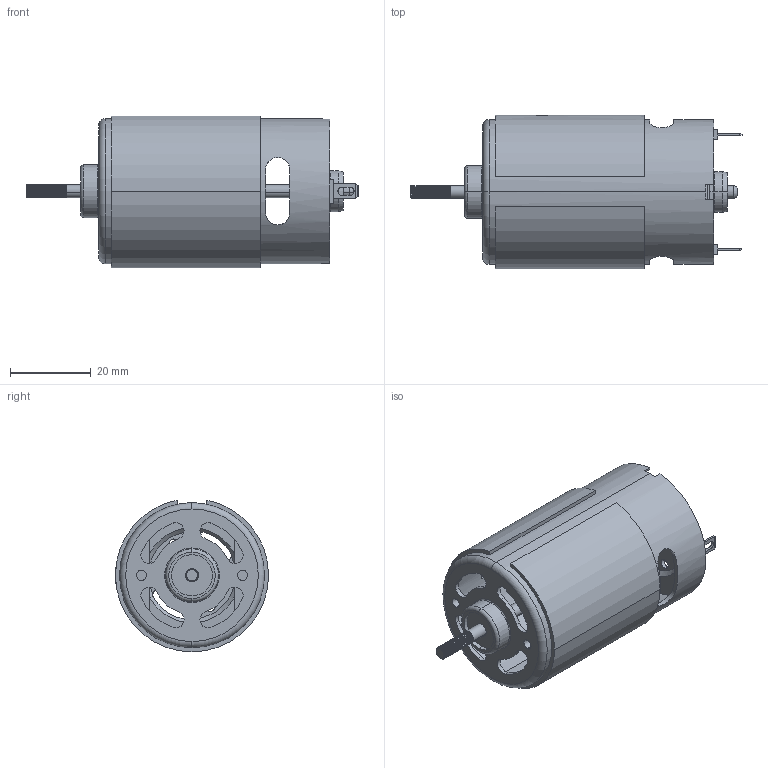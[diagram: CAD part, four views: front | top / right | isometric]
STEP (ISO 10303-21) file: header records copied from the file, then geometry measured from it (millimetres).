
FILE_DESCRIPTION (( 'STEP AP214' ), '1' );
FILE_NAME ('AM-0912.STEP', '2011-11-11T16:03:45', ( 'Mark' ), ( '' ), 'SwSTEP 2.0', 'SolidWorks 2010', '' );
FILE_SCHEMA (( 'AUTOMOTIVE_DESIGN' ));
Length unit declared in the file: inch
Products named in the file (9): AM-0912 housing; AM-0912 output bushing; AM-0912 end cap; AM-0912 shield; AM-0912 cap bushing; AM-0912 shaft; AM-0912 terminal housing; AM-0912 terminal; AM-0912
Assembly tree (10 placements, depth 2):
  AM-0912
    AM-0912 terminal  x2
    AM-0912 output bushing
    AM-0912 end cap
    AM-0912 cap bushing
    AM-0912 shield
    AM-0912 shaft
    AM-0912 terminal housing  x2
    AM-0912 housing
Bounding box: 82.02 x 37.83 x 37.47 mm (x, y, z)
Volume: 13219.5 mm3; surface area: 26586 mm2
Topology: 10 solids, 10 shells, 463 faces, 1154 edges, 720 vertices
Faces by surface type: plane 293, cylinder 130, torus 22, cone 10, sphere 8
Entity records: 13513 total; most frequent: CARTESIAN_POINT 2762, DIRECTION 2196, ORIENTED_EDGE 2104, EDGE_CURVE 1052, AXIS2_PLACEMENT_3D 822, VERTEX_POINT 656, LINE 552, VECTOR 552
